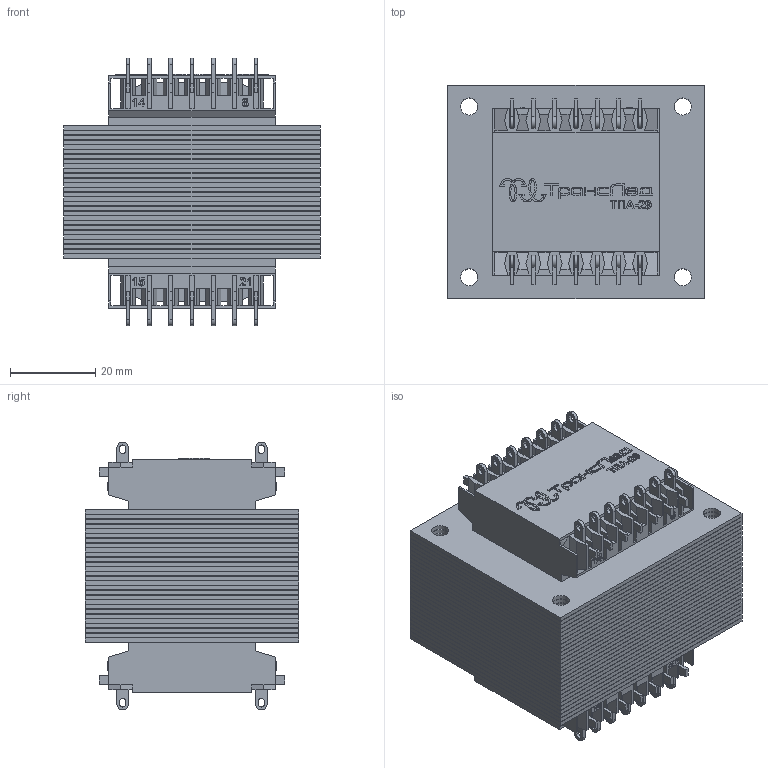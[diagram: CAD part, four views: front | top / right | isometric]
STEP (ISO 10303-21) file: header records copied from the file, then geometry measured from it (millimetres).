
FILE_DESCRIPTION(/* description */ (''),/* implementation_level */ '2;1');
FILE_NAME(/* name */ 'TPA-29.step',/* time_stamp */ '2022-10-24T10:47:44+03:00',/* author */ (''),/* organization */ (''),/* preprocessor_version */ 'ST-DEVELOPER v19.2',/* originating_system */ 'Autodesk Translation Framework v11.17.0.187',/* authorisation */ '');
FILE_SCHEMA (('AUTOMOTIVE_DESIGN { 1 0 10303 214 3 1 1 }'));
Products named in the file (1): TPA-29
Bounding box: 60 x 50 x 62.7 mm (x, y, z)
Volume: 108570.9 mm3; surface area: 162109.5 mm2
Topology: 88 solids, 88 shells, 1818 faces, 5000 edges, 3296 vertices
Faces by surface type: plane 1251, bspline 365, cylinder 202
Full cylindrical faces by diameter (mm): 4 x112
Entity records: 60092 total; most frequent: CARTESIAN_POINT 15632, ORIENTED_EDGE 10000, DIRECTION 7602, EDGE_CURVE 5000, LINE 3866, VECTOR 3866, VERTEX_POINT 3296, EDGE_LOOP 2164
